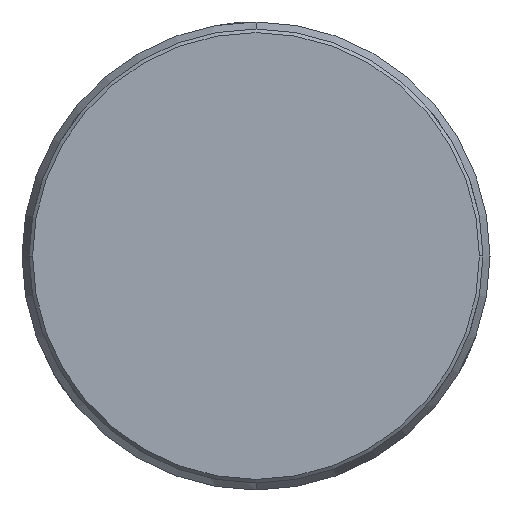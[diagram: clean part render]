
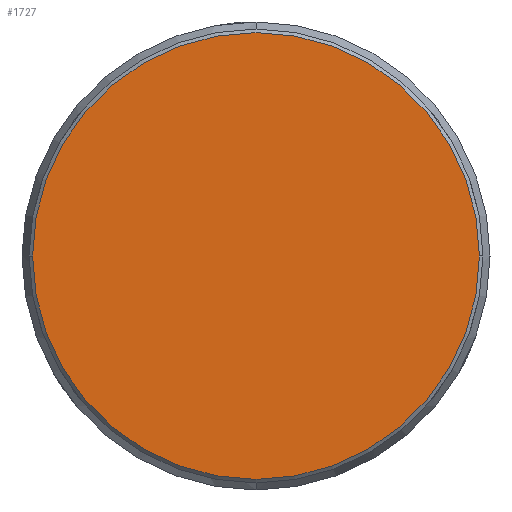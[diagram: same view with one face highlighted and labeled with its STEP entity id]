
A CAD part, left-side view. The second image highlights one B-rep face of the part: STEP entity #1727.
In plain terms, the highlighted planar face has unit normal (-1, 0, 0).
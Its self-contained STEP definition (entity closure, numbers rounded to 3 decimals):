
#1 = FACE_OUTER_BOUND ( 'NONE', #1246, .T. ) ;
#119 = DIRECTION ( 'NONE',  ( 0., 1., 0. ) ) ;
#131 = VERTEX_POINT ( 'NONE', #617 ) ;
#134 = VERTEX_POINT ( 'NONE', #1846 ) ;
#230 = DIRECTION ( 'NONE',  ( 1., 0., 0. ) ) ;
#402 = PLANE ( 'NONE',  #1415 ) ;
#498 = CARTESIAN_POINT ( 'NONE',  ( -106.4, 0., 0. ) ) ;
#556 = DIRECTION ( 'NONE',  ( 0., 0., -1. ) ) ;
#617 = CARTESIAN_POINT ( 'NONE',  ( -106.4, -31.5, 0. ) ) ;
#626 = DIRECTION ( 'NONE',  ( 0., 1., 0. ) ) ;
#891 = AXIS2_PLACEMENT_3D ( 'NONE', #1712, #1541, #626 ) ;
#931 = CARTESIAN_POINT ( 'NONE',  ( -106.4, -31.878, 31.878 ) ) ;
#1246 = EDGE_LOOP ( 'NONE', ( #2070, #2180 ) ) ;
#1415 = AXIS2_PLACEMENT_3D ( 'NONE', #931, #230, #556 ) ;
#1480 = CIRCLE ( 'NONE', #891, 31.5 ) ;
#1541 = DIRECTION ( 'NONE',  ( -1., 0., 0. ) ) ;
#1626 = EDGE_CURVE ( 'NONE', #134, #131, #1480, .T. ) ;
#1643 = CIRCLE ( 'NONE', #1912, 31.5 ) ;
#1712 = CARTESIAN_POINT ( 'NONE',  ( -106.4, 0., 0. ) ) ;
#1727 = ADVANCED_FACE ( 'NONE', ( #1 ), #402, .F. ) ;
#1734 = DIRECTION ( 'NONE',  ( -1., 0., 0. ) ) ;
#1846 = CARTESIAN_POINT ( 'NONE',  ( -106.4, 31.5, 0. ) ) ;
#1912 = AXIS2_PLACEMENT_3D ( 'NONE', #498, #1734, #119 ) ;
#1965 = EDGE_CURVE ( 'NONE', #131, #134, #1643, .T. ) ;
#2070 = ORIENTED_EDGE ( 'NONE', *, *, #1626, .T. ) ;
#2180 = ORIENTED_EDGE ( 'NONE', *, *, #1965, .T. ) ;
